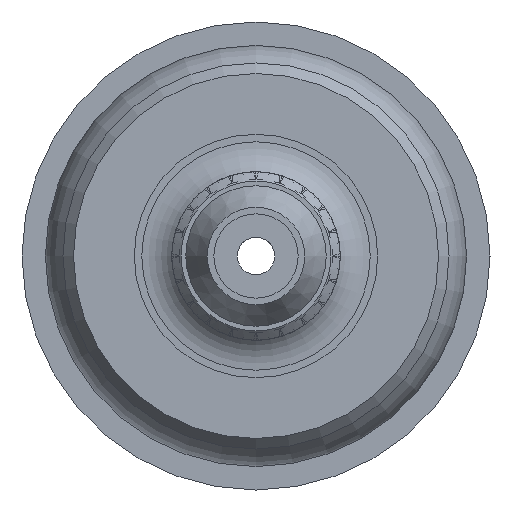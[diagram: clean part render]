
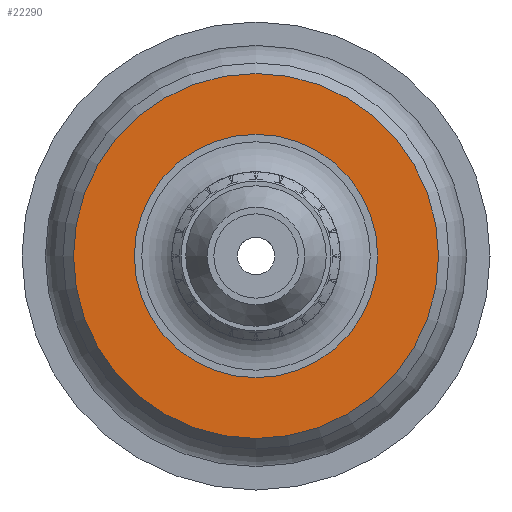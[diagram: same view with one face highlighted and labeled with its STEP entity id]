
A CAD part, left-side view. The second image highlights one B-rep face of the part: STEP entity #22290.
In plain terms, the highlighted planar face has unit normal (-1, 0, 0).
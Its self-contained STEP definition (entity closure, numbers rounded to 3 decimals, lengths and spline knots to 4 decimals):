
#5417=ORIENTED_EDGE('',*,*,#12660,.F.);
#5418=ORIENTED_EDGE('',*,*,#12662,.T.);
#12660=EDGE_CURVE('',#16297,#16297,#18205,.T.);
#12662=EDGE_CURVE('',#16299,#16299,#18207,.T.);
#16297=VERTEX_POINT('',#38998);
#16299=VERTEX_POINT('',#39003);
#18205=CIRCLE('',#36620,1.3);
#18207=CIRCLE('',#36623,1.95);
#18421=EDGE_LOOP('',(#5417));
#18422=EDGE_LOOP('',(#5418));
#20317=FACE_BOUND('',#18421,.T.);
#20318=FACE_BOUND('',#18422,.T.);
#22172=PLANE('',#36625);
#22290=ADVANCED_FACE('',(#20317,#20318),#22172,.T.);
#36620=AXIS2_PLACEMENT_3D('',#38997,#37420,#37421);
#36623=AXIS2_PLACEMENT_3D('',#39002,#37426,#37427);
#36625=AXIS2_PLACEMENT_3D('',#39005,#37430,#37431);
#37420=DIRECTION('',(-1.,0.,0.));
#37421=DIRECTION('',(0.,0.,-1.));
#37426=DIRECTION('',(-1.,0.,0.));
#37427=DIRECTION('',(0.,0.,-1.));
#37430=DIRECTION('',(-1.,0.,0.));
#37431=DIRECTION('',(0.,1.,0.));
#38997=CARTESIAN_POINT('',(-37.,0.,0.));
#38998=CARTESIAN_POINT('',(-37.,0.,-1.3));
#39002=CARTESIAN_POINT('',(-37.,0.,0.));
#39003=CARTESIAN_POINT('',(-37.,0.,-1.95));
#39005=CARTESIAN_POINT('',(-37.,0.,0.));
